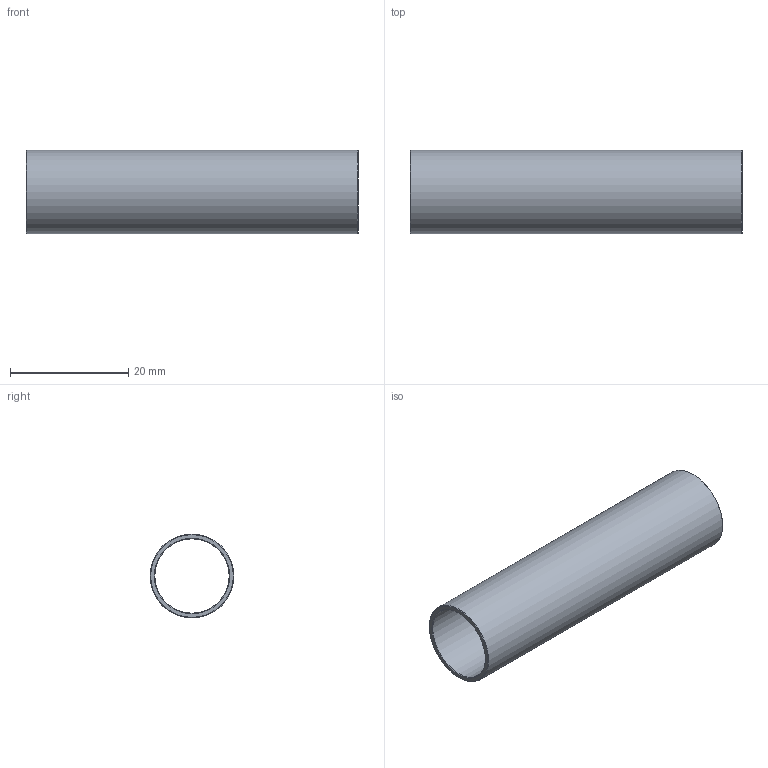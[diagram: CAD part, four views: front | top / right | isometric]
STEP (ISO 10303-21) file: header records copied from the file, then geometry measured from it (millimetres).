
FILE_DESCRIPTION(('FreeCAD Model'),'2;1');
FILE_NAME('Open CASCADE Shape Model','2024-03-26T20:29:13',(''),(''), 'Open CASCADE STEP processor 7.6','FreeCAD','Unknown');
FILE_SCHEMA(('AUTOMOTIVE_DESIGN { 1 0 10303 214 1 1 1 1 }'));
Length unit declared in the file: millimetre
Products named in the file (1): Spacer BUD FRE 0.8mmxBU04.50 - SPN-SPR-0149 (stemfie.org)
Bounding box: 56.25 x 14.2 x 14.2 mm (x, y, z)
Volume: 1893.5 mm3; surface area: 4793.9 mm2
Topology: 1 solids, 1 shells, 444 faces, 1223 edges, 814 vertices
Faces by surface type: plane 316, extrusion 122, cone 4, cylinder 2
Full cylindrical faces by diameter (mm): 12.6 x1, 14.2 x1
Entity records: 14093 total; most frequent: CARTESIAN_POINT 3214, ORIENTED_EDGE 2446, DIRECTION 1755, EDGE_CURVE 1223, VECTOR 1093, LINE 971, VERTEX_POINT 814, FACE_BOUND 479
